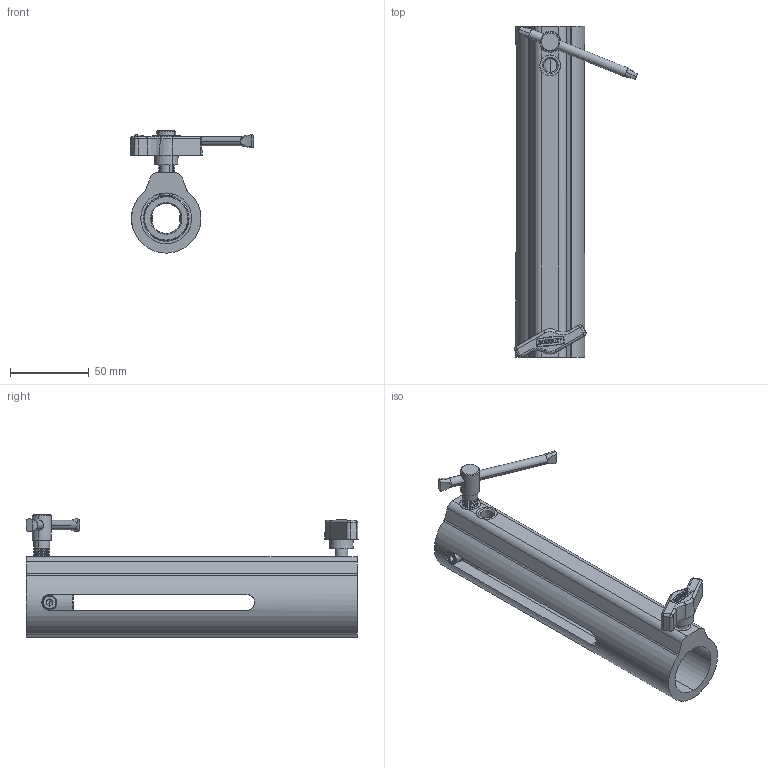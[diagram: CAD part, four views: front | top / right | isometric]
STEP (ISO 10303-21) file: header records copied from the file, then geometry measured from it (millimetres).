
FILE_DESCRIPTION (( 'STEP AP203' ), '1' );
FILE_NAME ('T52800.STEP', '2018-08-01T10:50:13', ( '' ), ( '' ), 'SwSTEP 2.0', 'SolidWorks 2016', '' );
FILE_SCHEMA (( 'CONFIG_CONTROL_DESIGN' ));
Length unit declared in the file: millimetre
Products named in the file (12): F630; Doughty Knob_S0130; Socket Head Cap Screw_Doughty Fastners_ISO 4762 M5 x 8 --- 8S; F629; TH2850; S0541; TH2038_TH2848; TH2849; T52800; S0541-1; Single Coil Rectangular Section Spring Washer_Doughty Fastners_Rectangular section spring washer BS 4464 - 5 (Type B); S0541-2
Assembly tree (16 placements, depth 3):
  T52800
    TH2850
      TH2038_TH2848
      F630
      F629  x2
    TH2849
    Doughty Knob_S0130
    S0541
      S0541-1
      S0541-2
    Single Coil Rectangular Section Spring Washer_Doughty Fastners_Rectangular section spring washer BS 4464 - 5 (Type B)  x4
    Socket Head Cap Screw_Doughty Fastners_ISO 4762 M5 x 8 --- 8S  x2
Bounding box: 78.21 x 210.51 x 77.5 mm (x, y, z)
Volume: 208239 mm3; surface area: 68885.4 mm2
Topology: 14 solids, 14 shells, 508 faces, 1219 edges, 744 vertices
Faces by surface type: cone 192, cylinder 138, plane 138, torus 40
Entity records: 14247 total; most frequent: CARTESIAN_POINT 3294, DIRECTION 2141, ORIENTED_EDGE 1918, EDGE_CURVE 959, AXIS2_PLACEMENT_3D 828, VERTEX_POINT 583, VECTOR 485, LINE 485
